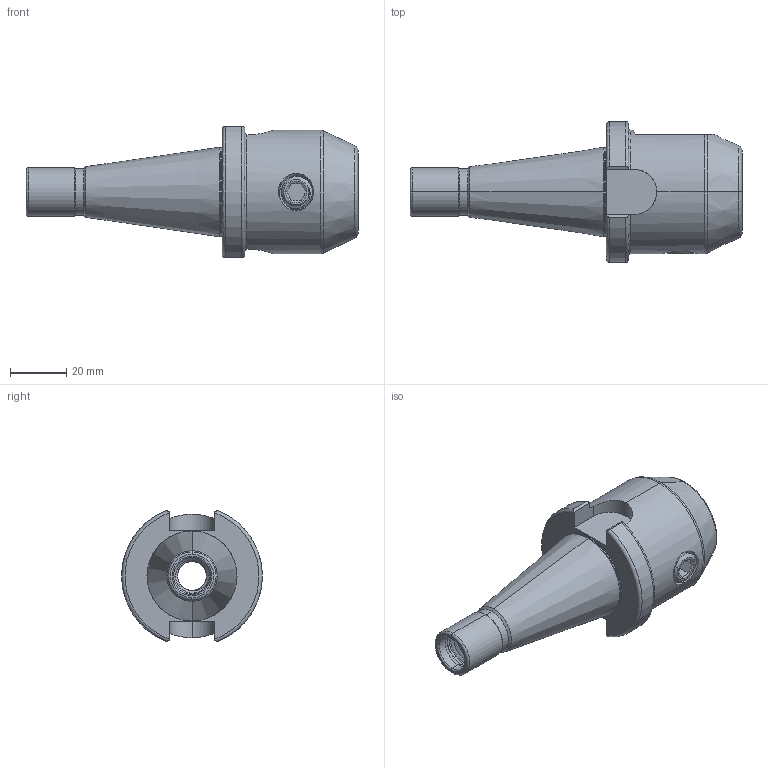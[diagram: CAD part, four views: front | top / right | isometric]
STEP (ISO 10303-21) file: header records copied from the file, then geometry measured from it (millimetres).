
FILE_DESCRIPTION (( 'STEP AP203' ), '1' );
FILE_NAME ('301.04.14.STEP', '2016-11-26T04:01:15', ( '' ), ( '' ), 'SwSTEP 2.0', 'SolidWorks 2012', '' );
FILE_SCHEMA (( 'CONFIG_CONTROL_DESIGN' ));
Length unit declared in the file: millimetre
Products named in the file (3): 301.04.14; 側固12_M12x1.75_16L
Assembly tree (2 placements, depth 2):
  301.04.14
    301.04.14
    側固12_M12x1.75_16L
Bounding box: 118.4 x 50.2 x 46.79 mm (x, y, z)
Volume: 83163.5 mm3; surface area: 21366.4 mm2
Topology: 2 solids, 2 shells, 174 faces, 457 edges, 292 vertices
Faces by surface type: cylinder 75, plane 29, torus 25, cone 25, bspline 20
Entity records: 19176 total; most frequent: CARTESIAN_POINT 15101, ORIENTED_EDGE 910, DIRECTION 665, EDGE_CURVE 455, VERTEX_POINT 292, AXIS2_PLACEMENT_3D 263, EDGE_LOOP 185, FACE_OUTER_BOUND 174
